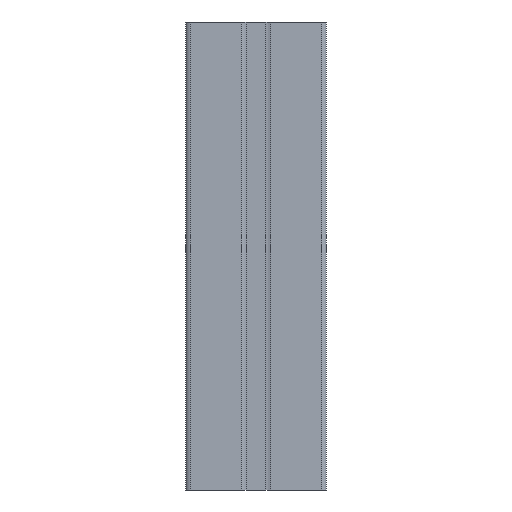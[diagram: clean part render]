
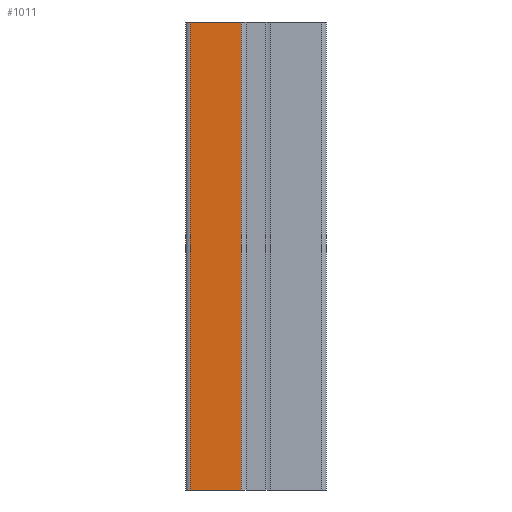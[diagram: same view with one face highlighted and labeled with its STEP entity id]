
A CAD part, front view. The second image highlights one B-rep face of the part: STEP entity #1011.
In plain terms, the highlighted planar face has unit normal (0, -1, 0).
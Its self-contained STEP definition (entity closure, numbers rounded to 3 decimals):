
#210=CARTESIAN_POINT('',(-3.1,-15.,0.0));
#211=VERTEX_POINT('',#210);
#226=CARTESIAN_POINT('',(-3.1,-15.,100.0));
#227=VERTEX_POINT('',#226);
#234=CARTESIAN_POINT('',(-3.1,-15.,0.0));
#235=DIRECTION('',(0.0,0.0,1.0));
#236=VECTOR('',#235,100.0);
#237=LINE('',#234,#236);
#238=EDGE_CURVE('',#211,#227,#237,.T.);
#374=CARTESIAN_POINT('',(-14.,-15.,0.0));
#375=VERTEX_POINT('',#374);
#376=CARTESIAN_POINT('',(-3.1,-15.,0.0));
#377=DIRECTION('',(-1.0,0.0,0.0));
#378=VECTOR('',#377,10.9);
#379=LINE('',#376,#378);
#380=EDGE_CURVE('',#211,#375,#379,.T.);
#988=CARTESIAN_POINT('',(-3.1,-15.,0.0));
#989=DIRECTION('',(0.0,-1.0,0.0));
#990=DIRECTION('',(0.0,0.0,-1.0));
#991=AXIS2_PLACEMENT_3D('',#988,#989,#990);
#992=PLANE('',#991);
#993=ORIENTED_EDGE('',*,*,#238,.T.);
#994=CARTESIAN_POINT('',(-14.,-15.,100.0));
#995=VERTEX_POINT('',#994);
#996=CARTESIAN_POINT('',(-3.1,-15.,100.0));
#997=DIRECTION('',(-1.0,0.0,0.0));
#998=VECTOR('',#997,10.9);
#999=LINE('',#996,#998);
#1000=EDGE_CURVE('',#227,#995,#999,.T.);
#1001=ORIENTED_EDGE('',*,*,#1000,.T.);
#1002=CARTESIAN_POINT('',(-14.,-15.,0.0));
#1003=DIRECTION('',(0.0,0.0,1.0));
#1004=VECTOR('',#1003,100.0);
#1005=LINE('',#1002,#1004);
#1006=EDGE_CURVE('',#375,#995,#1005,.T.);
#1007=ORIENTED_EDGE('',*,*,#1006,.F.);
#1008=ORIENTED_EDGE('',*,*,#380,.F.);
#1009=EDGE_LOOP('',(#993,#1001,#1007,#1008));
#1010=FACE_OUTER_BOUND('',#1009,.T.);
#1011=ADVANCED_FACE('',(#1010),#992,.T.);
